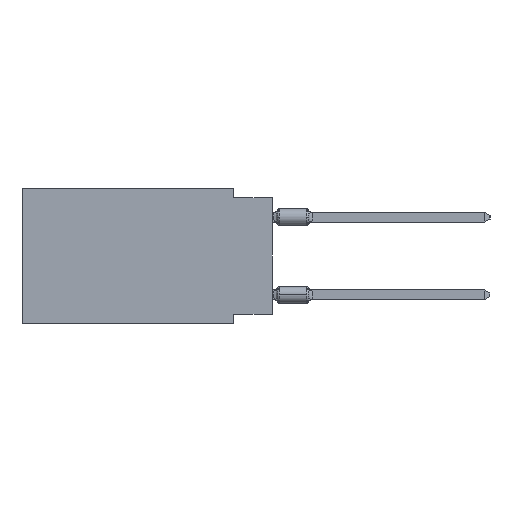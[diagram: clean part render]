
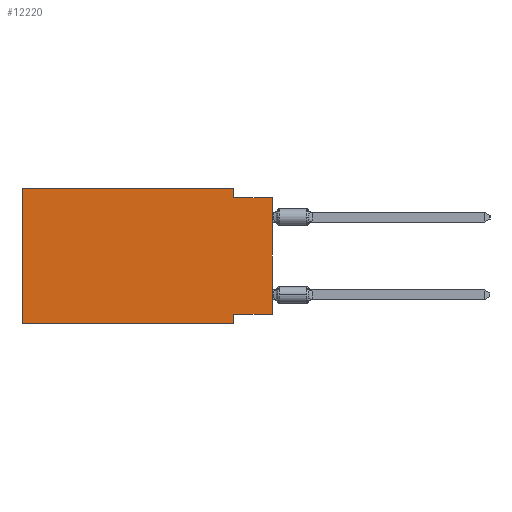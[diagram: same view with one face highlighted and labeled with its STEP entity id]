
A CAD part, left-side view. The second image highlights one B-rep face of the part: STEP entity #12220.
In plain terms, the highlighted planar face has unit normal (-1, 0, 0).
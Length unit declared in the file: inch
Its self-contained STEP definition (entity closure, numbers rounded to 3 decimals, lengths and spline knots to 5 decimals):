
#989 = LINE ( 'NONE', #44522, #7136 ) ;
#1719 = DIRECTION ( 'NONE',  ( 0., -1., 0. ) ) ;
#3712 = LINE ( 'NONE', #35504, #45330 ) ;
#3757 = EDGE_CURVE ( 'NONE', #33537, #32226, #40418, .T. ) ;
#6793 = VERTEX_POINT ( 'NONE', #35544 ) ;
#7136 = VECTOR ( 'NONE', #40252, 39.37008 ) ;
#8542 = AXIS2_PLACEMENT_3D ( 'NONE', #9144, #9416, #48701 ) ;
#8751 = ORIENTED_EDGE ( 'NONE', *, *, #41941, .F. ) ;
#9144 = CARTESIAN_POINT ( 'NONE',  ( 0., 0.645, 0. ) ) ;
#9370 = ORIENTED_EDGE ( 'NONE', *, *, #36637, .F. ) ;
#9416 = DIRECTION ( 'NONE',  ( 1., 0., 0. ) ) ;
#10515 = VECTOR ( 'NONE', #40310, 39.37008 ) ;
#11189 = DIRECTION ( 'NONE',  ( 0., 0., -1. ) ) ;
#12220 = ADVANCED_FACE ( 'NONE', ( #48155 ), #13703, .F. ) ;
#12520 = VECTOR ( 'NONE', #31765, 39.37008 ) ;
#13052 = ORIENTED_EDGE ( 'NONE', *, *, #3757, .T. ) ;
#13396 = EDGE_LOOP ( 'NONE', ( #54567, #41019, #22200, #8751, #54496, #13052, #30975, #9370 ) ) ;
#13478 = CARTESIAN_POINT ( 'NONE',  ( 0., 0.645, 0. ) ) ;
#13563 = CARTESIAN_POINT ( 'NONE',  ( 0., 0., -0.325 ) ) ;
#13703 = PLANE ( 'NONE',  #8542 ) ;
#16935 = VECTOR ( 'NONE', #11189, 39.37008 ) ;
#17294 = CARTESIAN_POINT ( 'NONE',  ( 0., 0., -0.325 ) ) ;
#17416 = LINE ( 'NONE', #30795, #54362 ) ;
#19212 = LINE ( 'NONE', #36015, #12520 ) ;
#19531 = CARTESIAN_POINT ( 'NONE',  ( 0., 0.1, 0. ) ) ;
#19810 = EDGE_CURVE ( 'NONE', #6793, #26696, #19212, .T. ) ;
#20772 = CARTESIAN_POINT ( 'NONE',  ( 0., 0.1, -0.35 ) ) ;
#22200 = ORIENTED_EDGE ( 'NONE', *, *, #26548, .F. ) ;
#22956 = LINE ( 'NONE', #13563, #10515 ) ;
#24008 = CARTESIAN_POINT ( 'NONE',  ( 0., 0.1, -0.35 ) ) ;
#25801 = VERTEX_POINT ( 'NONE', #17294 ) ;
#26526 = DIRECTION ( 'NONE',  ( 0., 0., 1. ) ) ;
#26548 = EDGE_CURVE ( 'NONE', #29044, #6793, #989, .T. ) ;
#26696 = VERTEX_POINT ( 'NONE', #32548 ) ;
#26846 = LINE ( 'NONE', #13478, #31756 ) ;
#27598 = VECTOR ( 'NONE', #1719, 39.37008 ) ;
#28451 = VERTEX_POINT ( 'NONE', #50762 ) ;
#29044 = VERTEX_POINT ( 'NONE', #19531 ) ;
#29515 = EDGE_CURVE ( 'NONE', #28451, #32226, #54490, .T. ) ;
#30795 = CARTESIAN_POINT ( 'NONE',  ( 0., 0., 0. ) ) ;
#30975 = ORIENTED_EDGE ( 'NONE', *, *, #29515, .F. ) ;
#31756 = VECTOR ( 'NONE', #43934, 39.37008 ) ;
#31765 = DIRECTION ( 'NONE',  ( 0., -1., 0. ) ) ;
#32226 = VERTEX_POINT ( 'NONE', #20772 ) ;
#32548 = CARTESIAN_POINT ( 'NONE',  ( 0., 0., -0.025 ) ) ;
#33537 = VERTEX_POINT ( 'NONE', #46458 ) ;
#35504 = CARTESIAN_POINT ( 'NONE',  ( 0., 0.645, 0. ) ) ;
#35544 = CARTESIAN_POINT ( 'NONE',  ( 0., 0.1, -0.025 ) ) ;
#36015 = CARTESIAN_POINT ( 'NONE',  ( 0., 0., -0.025 ) ) ;
#36050 = EDGE_CURVE ( 'NONE', #25801, #26696, #17416, .T. ) ;
#36637 = EDGE_CURVE ( 'NONE', #25801, #28451, #22956, .T. ) ;
#40252 = DIRECTION ( 'NONE',  ( 0., 0., -1. ) ) ;
#40310 = DIRECTION ( 'NONE',  ( 0., 1., 0. ) ) ;
#40418 = LINE ( 'NONE', #53810, #27598 ) ;
#41019 = ORIENTED_EDGE ( 'NONE', *, *, #19810, .F. ) ;
#41941 = EDGE_CURVE ( 'NONE', #42100, #29044, #26846, .T. ) ;
#42100 = VERTEX_POINT ( 'NONE', #50882 ) ;
#43934 = DIRECTION ( 'NONE',  ( 0., -1., 0. ) ) ;
#44522 = CARTESIAN_POINT ( 'NONE',  ( 0., 0.1, 0. ) ) ;
#45330 = VECTOR ( 'NONE', #48576, 39.37008 ) ;
#46458 = CARTESIAN_POINT ( 'NONE',  ( 0., 0.645, -0.35 ) ) ;
#46901 = EDGE_CURVE ( 'NONE', #33537, #42100, #3712, .T. ) ;
#48155 = FACE_OUTER_BOUND ( 'NONE', #13396, .T. ) ;
#48576 = DIRECTION ( 'NONE',  ( 0., 0., 1. ) ) ;
#48701 = DIRECTION ( 'NONE',  ( 0., 0., -1. ) ) ;
#50762 = CARTESIAN_POINT ( 'NONE',  ( 0., 0.1, -0.325 ) ) ;
#50882 = CARTESIAN_POINT ( 'NONE',  ( 0., 0.645, 0. ) ) ;
#53810 = CARTESIAN_POINT ( 'NONE',  ( 0., 0.645, -0.35 ) ) ;
#54362 = VECTOR ( 'NONE', #26526, 39.37008 ) ;
#54490 = LINE ( 'NONE', #24008, #16935 ) ;
#54496 = ORIENTED_EDGE ( 'NONE', *, *, #46901, .F. ) ;
#54567 = ORIENTED_EDGE ( 'NONE', *, *, #36050, .T. ) ;
